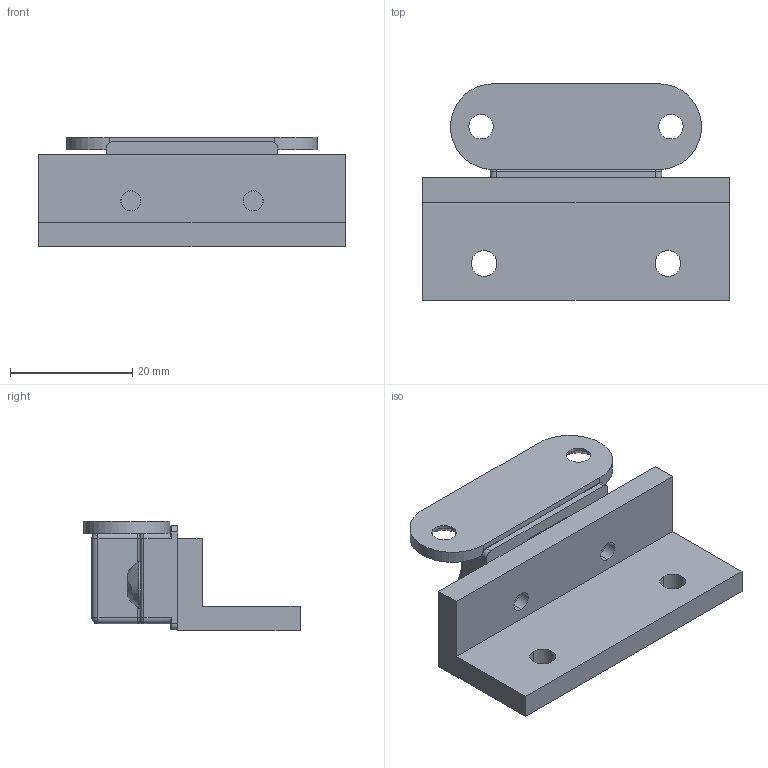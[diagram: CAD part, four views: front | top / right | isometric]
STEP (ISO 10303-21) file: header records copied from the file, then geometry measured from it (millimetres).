
FILE_DESCRIPTION (( 'STEP AP214' ), '1' );
FILE_NAME ('093046.STEP', '2014-05-13T08:07:47', ( '' ), ( '' ), 'SwSTEP 2.0', 'SolidWorks 2014', '' );
FILE_SCHEMA (( 'AUTOMOTIVE_DESIGN' ));
Length unit declared in the file: millimetre
Products named in the file (1): 093046
Bounding box: 50 x 35.3 x 17.87 mm (x, y, z)
Volume: 9956.2 mm3; surface area: 8831.4 mm2
Topology: 8 solids, 8 shells, 218 faces, 546 edges, 337 vertices
Faces by surface type: plane 107, cylinder 65, bspline 34, cone 12
Entity records: 9664 total; most frequent: CARTESIAN_POINT 2068, ORIENTED_EDGE 1072, DIRECTION 1037, EDGE_CURVE 536, AXIS2_PLACEMENT_3D 354, VERTEX_POINT 337, VECTOR 329, LINE 329
